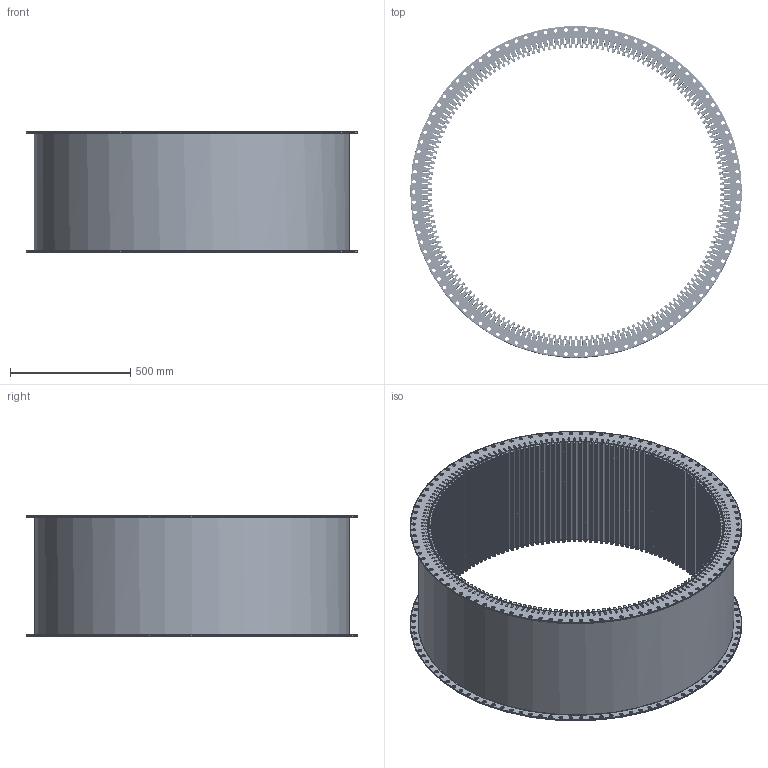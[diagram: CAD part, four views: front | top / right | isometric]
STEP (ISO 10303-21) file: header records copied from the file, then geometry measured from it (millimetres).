
FILE_DESCRIPTION(/* description */ (''),/* implementation_level */ '2;1');
FILE_NAME(/* name */ 'Part7.step',/* time_stamp */ '2025-06-30T22:20:27+05:30',/* author */ (''),/* organization */ (''),/* preprocessor_version */ 'ST-DEVELOPER v20.1',/* originating_system */ 'Autodesk Translation Framework v14.10.0.0',/* authorisation */ '');
FILE_SCHEMA (('AUTOMOTIVE_DESIGN { 1 0 10303 214 3 1 1 }'));
Length unit declared in the file: millimetre
Products named in the file (1): Part7
Bounding box: 1379.87 x 1379.89 x 500 mm (x, y, z)
Volume: 78427841.1 mm3; surface area: 12561344 mm2
Topology: 1 solids, 1 shells, 1573 faces, 4707 edges, 3138 vertices
Faces by surface type: cylinder 883, plane 344, bspline 340, torus 6
Full cylindrical faces by diameter (mm): 15 x200, 1311.676 x1, 1380 x2
Entity records: 60222 total; most frequent: CARTESIAN_POINT 15199, DIRECTION 9639, ORIENTED_EDGE 9414, EDGE_CURVE 4707, AXIS2_PLACEMENT_3D 3698, VERTEX_POINT 3138, EDGE_LOOP 2317, LINE 2243
